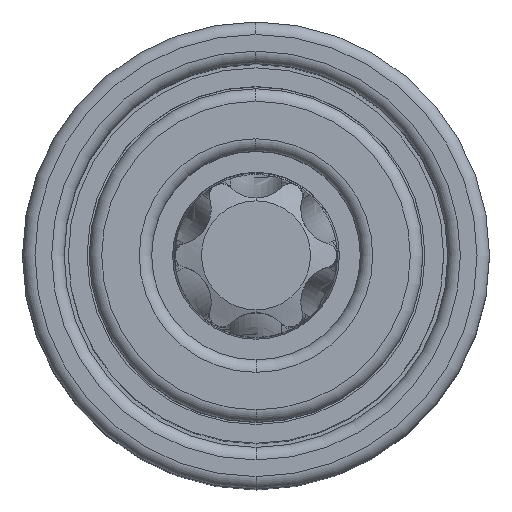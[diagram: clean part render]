
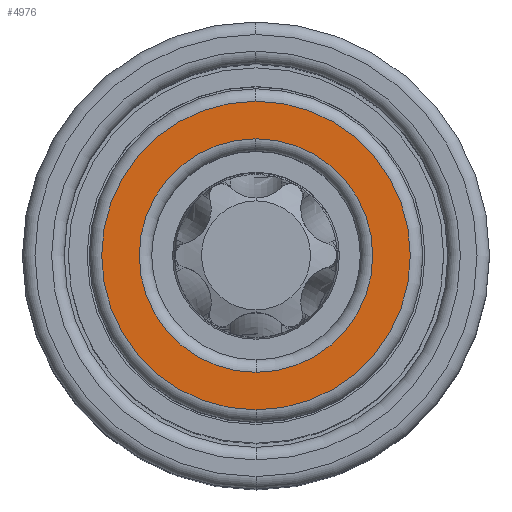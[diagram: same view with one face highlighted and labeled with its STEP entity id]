
A CAD part, top view. The second image highlights one B-rep face of the part: STEP entity #4976.
In plain terms, the highlighted face is planar.
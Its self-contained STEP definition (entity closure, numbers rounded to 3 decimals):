
#4791=CARTESIAN_POINT('',(0.,0.,0.));
#4792=DIRECTION('',(0.,0.,1.));
#4793=DIRECTION('',(0.,1.,0.));
#4794=AXIS2_PLACEMENT_3D('',#4791,#4792,#4793);
#4796=CARTESIAN_POINT('',(0.,0.,0.));
#4797=DIRECTION('',(0.,0.,1.));
#4798=DIRECTION('',(0.,-1.,0.));
#4799=AXIS2_PLACEMENT_3D('',#4796,#4797,#4798);
#4801=CARTESIAN_POINT('',(0.,0.,0.));
#4802=DIRECTION('',(0.,0.,1.));
#4803=DIRECTION('',(0.,1.,0.));
#4804=AXIS2_PLACEMENT_3D('',#4801,#4802,#4803);
#4806=CARTESIAN_POINT('',(0.,0.,0.));
#4807=DIRECTION('',(0.,0.,1.));
#4808=DIRECTION('',(0.,-1.,0.));
#4809=AXIS2_PLACEMENT_3D('',#4806,#4807,#4808);
#4947=CARTESIAN_POINT('',(0.,3.7,0.));
#4948=CARTESIAN_POINT('',(0.,-3.7,0.));
#4949=VERTEX_POINT('',#4947);
#4950=VERTEX_POINT('',#4948);
#4951=CARTESIAN_POINT('',(0.,2.8,0.));
#4952=CARTESIAN_POINT('',(0.,-2.8,0.));
#4953=VERTEX_POINT('',#4951);
#4954=VERTEX_POINT('',#4952);
#4959=CARTESIAN_POINT('',(0.,0.,0.));
#4960=DIRECTION('',(0.,0.,1.));
#4961=DIRECTION('',(0.,1.,0.));
#4962=AXIS2_PLACEMENT_3D('',#4959,#4960,#4961);
#4963=PLANE('',#4962);
#4965=ORIENTED_EDGE('',*,*,#4964,.T.);
#4967=ORIENTED_EDGE('',*,*,#4966,.T.);
#4968=EDGE_LOOP('',(#4965,#4967));
#4969=FACE_OUTER_BOUND('',#4968,.F.);
#4971=ORIENTED_EDGE('',*,*,#4970,.F.);
#4973=ORIENTED_EDGE('',*,*,#4972,.F.);
#4974=EDGE_LOOP('',(#4971,#4973));
#4975=FACE_BOUND('',#4974,.F.);
#4976=ADVANCED_FACE('',(#4969,#4975),#4963,.F.);
#4795=CIRCLE('',#4794,3.7);
#4800=CIRCLE('',#4799,3.7);
#4805=CIRCLE('',#4804,2.8);
#4810=CIRCLE('',#4809,2.8);
#4964=EDGE_CURVE('',#4949,#4950,#4795,.T.);
#4966=EDGE_CURVE('',#4950,#4949,#4800,.T.);
#4970=EDGE_CURVE('',#4953,#4954,#4805,.T.);
#4972=EDGE_CURVE('',#4954,#4953,#4810,.T.);
